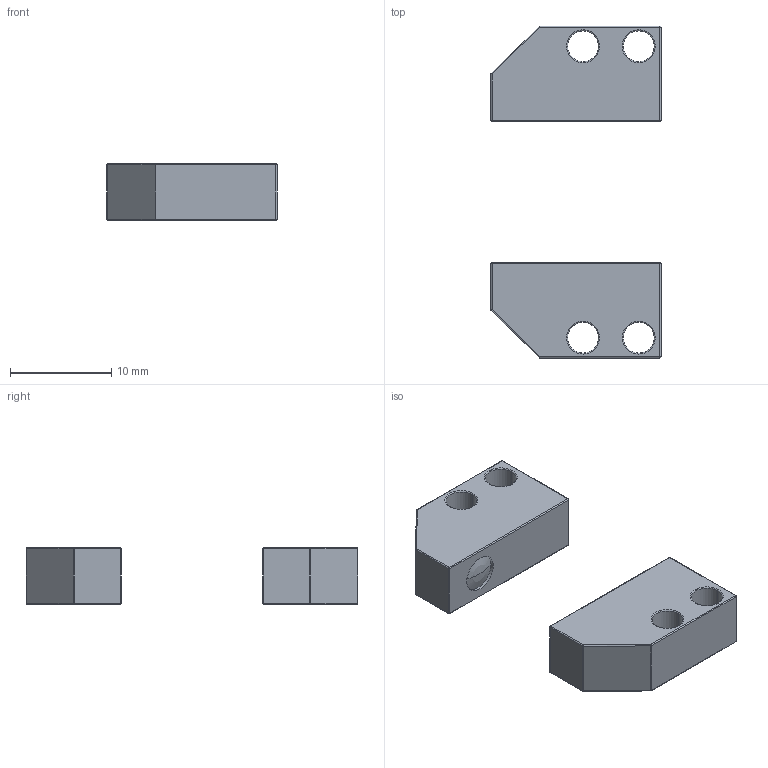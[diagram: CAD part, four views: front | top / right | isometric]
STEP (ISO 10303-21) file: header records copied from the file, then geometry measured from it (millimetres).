
FILE_DESCRIPTION((''),'2;1');
FILE_NAME('PT-5H_ASM','2021-06-10T16:21:17',('Administrator'),(''),'CREO PARAMETRIC BY PTC INC, 2018400','CREO PARAMETRIC BY PTC INC, 2018400','');
FILE_SCHEMA(('CONFIG_CONTROL_DESIGN'));
Length unit declared in the file: millimetre
Products named in the file (2): PT-5H; PT-5H_ASM
Assembly tree (2 placements, depth 2):
  PT-5H_ASM
    PT-5H  x2
Bounding box: 16.8 x 32.8 x 5.6 mm (x, y, z)
Volume: 1323.5 mm3; surface area: 1440.6 mm2
Topology: 2 solids, 2 shells, 106 faces, 216 edges, 114 vertices
Faces by surface type: cylinder 46, sphere 24, plane 16, torus 16, cone 4
Entity records: 1441 total; most frequent: DIRECTION 286, CARTESIAN_POINT 220, ORIENTED_EDGE 212, AXIS2_PLACEMENT_3D 123, EDGE_CURVE 106, CIRCLE 66, EDGE_LOOP 59, VERTEX_POINT 57
